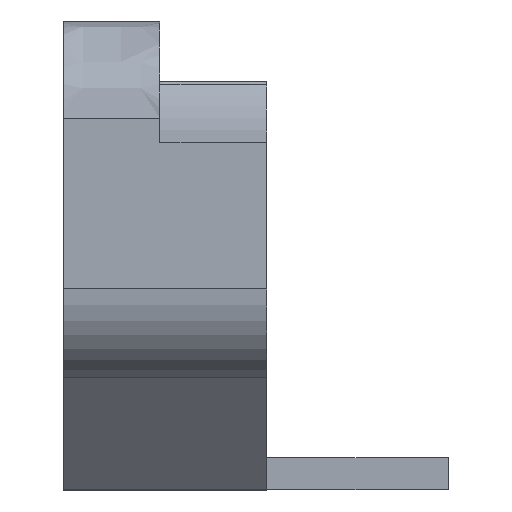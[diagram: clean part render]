
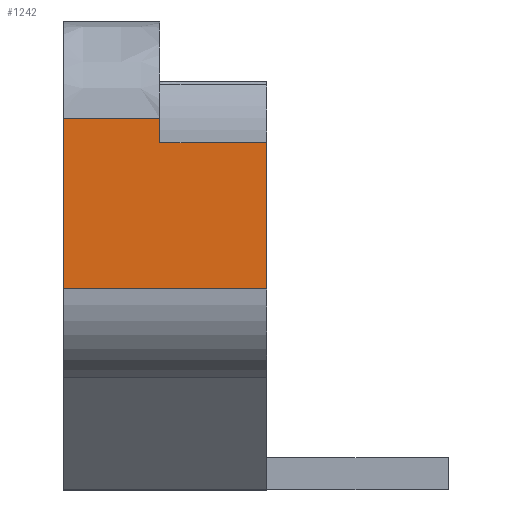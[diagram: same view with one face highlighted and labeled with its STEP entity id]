
A CAD part, front view. The second image highlights one B-rep face of the part: STEP entity #1242.
In plain terms, the highlighted planar face has unit normal (0, -1, 0).
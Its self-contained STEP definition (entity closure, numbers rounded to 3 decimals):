
#1215=AXIS2_PLACEMENT_3D('Plane Axis2P3D',#1212,#1213,#1214) ;
#384=CARTESIAN_POINT('Vertex',(9.5,0.,16.257)) ;
#387=CARTESIAN_POINT('Line Origine',(9.5,0.,12.832)) ;
#391=CARTESIAN_POINT('Vertex',(9.5,0.,9.407)) ;
#539=CARTESIAN_POINT('Vertex',(0.,0.,9.407)) ;
#542=CARTESIAN_POINT('Line Origine',(0.,0.,13.404)) ;
#546=CARTESIAN_POINT('Vertex',(0.,0.,17.4)) ;
#1196=CARTESIAN_POINT('Vertex',(4.5,0.,16.257)) ;
#1199=CARTESIAN_POINT('Line Origine',(7.,0.,16.257)) ;
#1212=CARTESIAN_POINT('Axis2P3D Location',(0.,0.,9.407)) ;
#1217=CARTESIAN_POINT('Line Origine',(4.5,0.,16.829)) ;
#1221=CARTESIAN_POINT('Vertex',(4.5,0.,17.4)) ;
#1224=CARTESIAN_POINT('Line Origine',(2.25,0.,17.4)) ;
#1229=CARTESIAN_POINT('Line Origine',(4.75,0.,9.407)) ;
#388=DIRECTION('Vector Direction',(0.,0.,1.)) ;
#543=DIRECTION('Vector Direction',(0.,0.,-1.)) ;
#1200=DIRECTION('Vector Direction',(1.,0.,0.)) ;
#1213=DIRECTION('Axis2P3D Direction',(0.,1.,0.)) ;
#1214=DIRECTION('Axis2P3D XDirection',(0.,0.,1.)) ;
#1218=DIRECTION('Vector Direction',(0.,0.,1.)) ;
#1225=DIRECTION('Vector Direction',(1.,0.,0.)) ;
#1230=DIRECTION('Vector Direction',(1.,0.,0.)) ;
#389=VECTOR('Line Direction',#388,1.) ;
#544=VECTOR('Line Direction',#543,1.) ;
#1201=VECTOR('Line Direction',#1200,1.) ;
#1219=VECTOR('Line Direction',#1218,1.) ;
#1226=VECTOR('Line Direction',#1225,1.) ;
#1231=VECTOR('Line Direction',#1230,1.) ;
#1235=ORIENTED_EDGE('',*,*,#1223,.F.) ;
#1236=ORIENTED_EDGE('',*,*,#1228,.F.) ;
#1237=ORIENTED_EDGE('',*,*,#548,.F.) ;
#1238=ORIENTED_EDGE('',*,*,#1233,.F.) ;
#1239=ORIENTED_EDGE('',*,*,#393,.F.) ;
#1240=ORIENTED_EDGE('',*,*,#1203,.T.) ;
#1242=ADVANCED_FACE('ABSCHLUSSPLATTE',(#1241),#1216,.F.) ;
#393=EDGE_CURVE('',#385,#392,#390,.F.) ;
#548=EDGE_CURVE('',#540,#547,#545,.F.) ;
#1203=EDGE_CURVE('',#385,#1197,#1202,.F.) ;
#1223=EDGE_CURVE('',#1222,#1197,#1220,.F.) ;
#1228=EDGE_CURVE('',#547,#1222,#1227,.T.) ;
#1233=EDGE_CURVE('',#392,#540,#1232,.F.) ;
#1234=EDGE_LOOP('',(#1235,#1236,#1237,#1238,#1239,#1240)) ;
#1241=FACE_OUTER_BOUND('',#1234,.T.) ;
#390=LINE('Line',#387,#389) ;
#545=LINE('Line',#542,#544) ;
#1202=LINE('Line',#1199,#1201) ;
#1220=LINE('Line',#1217,#1219) ;
#1227=LINE('Line',#1224,#1226) ;
#1232=LINE('Line',#1229,#1231) ;
#1216=PLANE('',#1215) ;
#385=VERTEX_POINT('',#384) ;
#392=VERTEX_POINT('',#391) ;
#540=VERTEX_POINT('',#539) ;
#547=VERTEX_POINT('',#546) ;
#1197=VERTEX_POINT('',#1196) ;
#1222=VERTEX_POINT('',#1221) ;
